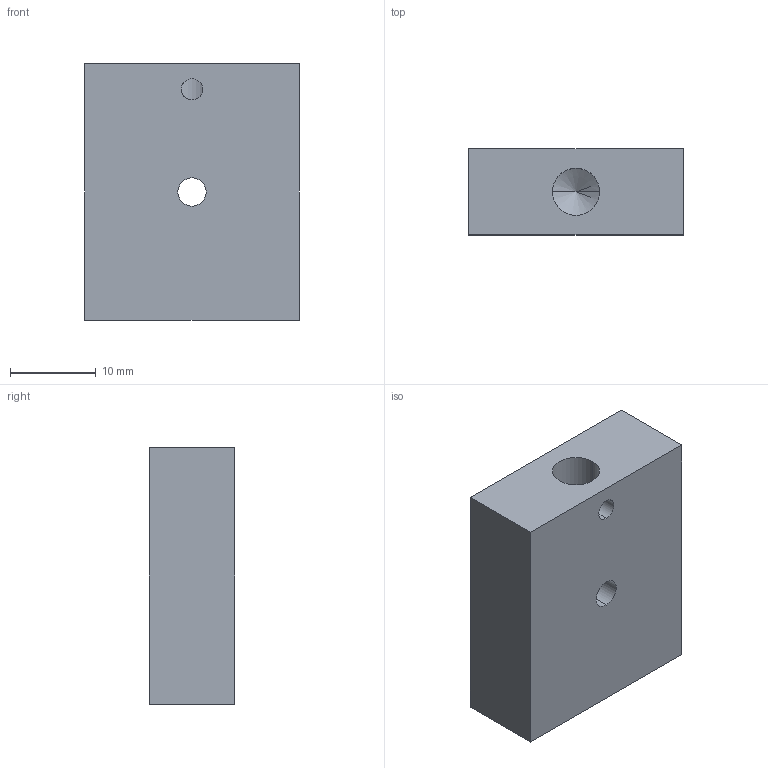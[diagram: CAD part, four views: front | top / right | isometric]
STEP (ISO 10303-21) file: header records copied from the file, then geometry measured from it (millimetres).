
FILE_DESCRIPTION (( 'STEP AP214' ), '1' );
FILE_NAME ('2020-20 - TO92 HEATSINK.STEP', '2021-01-01T16:07:57', ( '' ), ( '' ), 'SwSTEP 2.0', 'SolidWorks 2018', '' );
FILE_SCHEMA (( 'AUTOMOTIVE_DESIGN' ));
Length unit declared in the file: millimetre
Products named in the file (1): 2020-20 - TO92 HEATSINK
Bounding box: 25 x 10 x 30 mm (x, y, z)
Volume: 7271.2 mm3; surface area: 2785.8 mm2
Topology: 1 solids, 1 shells, 14 faces, 34 edges, 21 vertices
Faces by surface type: cylinder 6, plane 6, cone 2
Entity records: 480 total; most frequent: CARTESIAN_POINT 112, DIRECTION 70, ORIENTED_EDGE 64, EDGE_CURVE 32, AXIS2_PLACEMENT_3D 25, VERTEX_POINT 21, LINE 20, VECTOR 20
